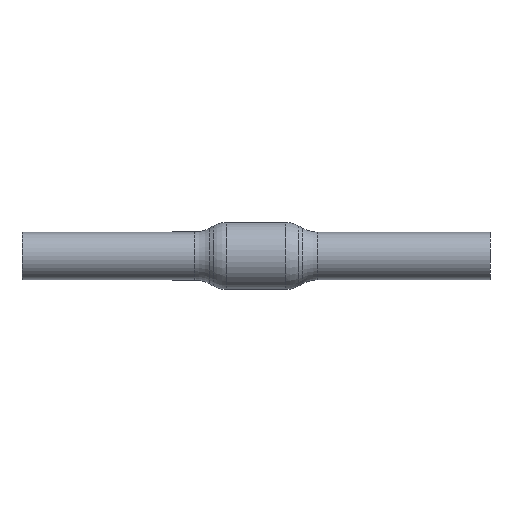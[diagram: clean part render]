
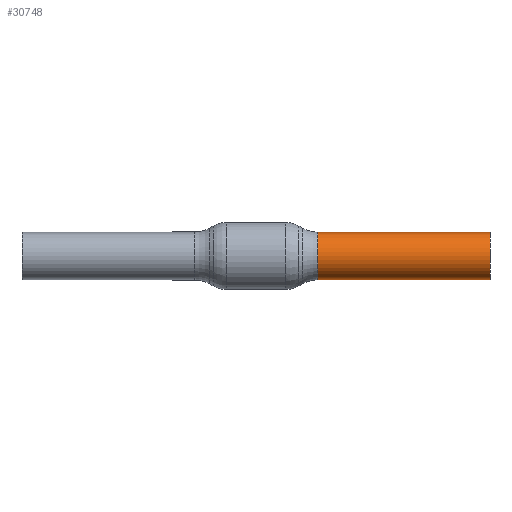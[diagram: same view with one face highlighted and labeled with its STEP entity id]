
A CAD part, front view. The second image highlights one B-rep face of the part: STEP entity #30748.
In plain terms, the highlighted cylindrical face has radius 10.65 mm (diameter 21.3 mm), a partial arc.
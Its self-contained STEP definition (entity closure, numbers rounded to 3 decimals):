
#1425 = VERTEX_POINT ( 'NONE', #56925 ) ;
#2827 = DIRECTION ( 'NONE',  ( -1., 0., 0. ) ) ;
#2950 = ORIENTED_EDGE ( 'NONE', *, *, #58588, .F. ) ;
#3678 = CARTESIAN_POINT ( 'NONE',  ( -62.69, 0., 10.65 ) ) ;
#4590 = EDGE_CURVE ( 'NONE', #47096, #41782, #60052, .T. ) ;
#7700 = ORIENTED_EDGE ( 'NONE', *, *, #14456, .T. ) ;
#8488 = DIRECTION ( 'NONE',  ( -1., 0., 0. ) ) ;
#9746 = LINE ( 'NONE', #23669, #55923 ) ;
#12360 = EDGE_LOOP ( 'NONE', ( #2950, #13608, #7700, #19254 ) ) ;
#12639 = CARTESIAN_POINT ( 'NONE',  ( 105., 0., 0. ) ) ;
#13608 = ORIENTED_EDGE ( 'NONE', *, *, #34878, .F. ) ;
#14456 = EDGE_CURVE ( 'NONE', #23147, #41782, #29406, .T. ) ;
#14791 = DIRECTION ( 'NONE',  ( -1., 0., 0. ) ) ;
#19254 = ORIENTED_EDGE ( 'NONE', *, *, #4590, .F. ) ;
#22809 = AXIS2_PLACEMENT_3D ( 'NONE', #48224, #2827, #28375 ) ;
#23147 = VERTEX_POINT ( 'NONE', #30267 ) ;
#23669 = CARTESIAN_POINT ( 'NONE',  ( -62.69, 0., -10.65 ) ) ;
#25417 = CARTESIAN_POINT ( 'NONE',  ( 27.786, 0., 10.65 ) ) ;
#28375 = DIRECTION ( 'NONE',  ( 0., 0., 1. ) ) ;
#29406 = LINE ( 'NONE', #3678, #51298 ) ;
#30267 = CARTESIAN_POINT ( 'NONE',  ( 105., 0., 10.65 ) ) ;
#30748 = ADVANCED_FACE ( 'NONE', ( #35580 ), #44094, .T. ) ;
#31323 = CARTESIAN_POINT ( 'NONE',  ( 27.786, 0., -10.65 ) ) ;
#32712 = DIRECTION ( 'NONE',  ( 1., 0., 0. ) ) ;
#32925 = DIRECTION ( 'NONE',  ( 0., 0., -1. ) ) ;
#34878 = EDGE_CURVE ( 'NONE', #23147, #1425, #64333, .T. ) ;
#35580 = FACE_OUTER_BOUND ( 'NONE', #12360, .T. ) ;
#38910 = DIRECTION ( 'NONE',  ( -1., 0., 0. ) ) ;
#41782 = VERTEX_POINT ( 'NONE', #25417 ) ;
#42913 = AXIS2_PLACEMENT_3D ( 'NONE', #12639, #32712, #32925 ) ;
#44094 = CYLINDRICAL_SURFACE ( 'NONE', #52780, 10.65 ) ;
#47096 = VERTEX_POINT ( 'NONE', #31323 ) ;
#48224 = CARTESIAN_POINT ( 'NONE',  ( 27.786, 0., 0. ) ) ;
#48407 = CARTESIAN_POINT ( 'NONE',  ( -62.69, 0., 0. ) ) ;
#51298 = VECTOR ( 'NONE', #8488, 1000. ) ;
#52780 = AXIS2_PLACEMENT_3D ( 'NONE', #48407, #14791, #54741 ) ;
#54741 = DIRECTION ( 'NONE',  ( 0., 0., 1. ) ) ;
#55923 = VECTOR ( 'NONE', #38910, 1000. ) ;
#56925 = CARTESIAN_POINT ( 'NONE',  ( 105., 0., -10.65 ) ) ;
#58588 = EDGE_CURVE ( 'NONE', #1425, #47096, #9746, .T. ) ;
#60052 = CIRCLE ( 'NONE', #22809, 10.65 ) ;
#64333 = CIRCLE ( 'NONE', #42913, 10.65 ) ;
